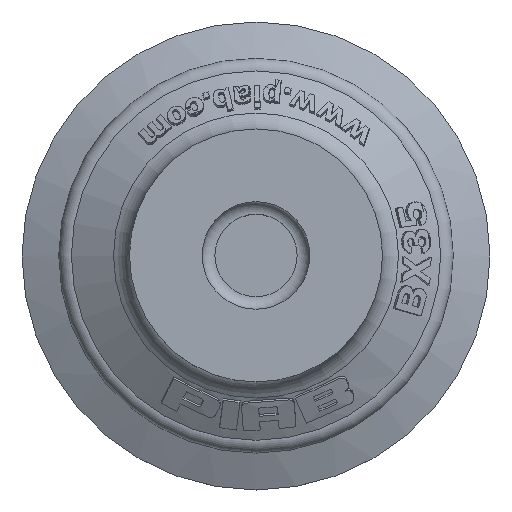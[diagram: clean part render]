
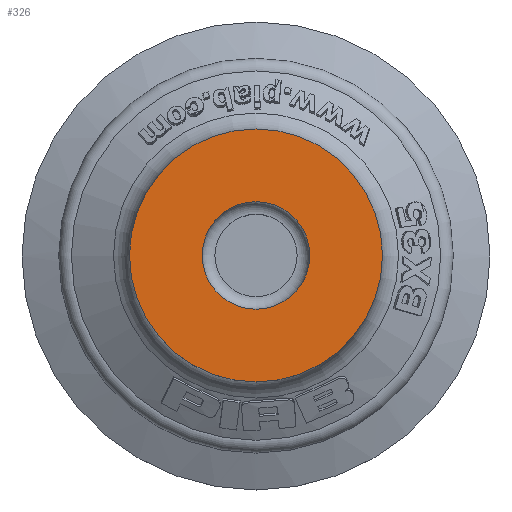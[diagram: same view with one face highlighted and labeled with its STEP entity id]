
A CAD part, top view. The second image highlights one B-rep face of the part: STEP entity #326.
In plain terms, the highlighted planar face has unit normal (0, 0, 1).
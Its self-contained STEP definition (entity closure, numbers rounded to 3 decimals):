
#326 = ADVANCED_FACE( '', ( #951, #952 ), #953, .F. );
#951 = FACE_OUTER_BOUND( '', #1767, .T. );
#952 = FACE_BOUND( '', #1768, .T. );
#953 = PLANE( '', #1769 );
#1767 = EDGE_LOOP( '', ( #4010 ) );
#1768 = EDGE_LOOP( '', ( #4011 ) );
#1769 = AXIS2_PLACEMENT_3D( '', #4012, #4013, #4014 );
#4010 = ORIENTED_EDGE( '', *, *, #5988, .F. );
#4011 = ORIENTED_EDGE( '', *, *, #5989, .T. );
#4012 = CARTESIAN_POINT( '', ( 0., -4.25, 21.1 ) );
#4013 = DIRECTION( '', ( 0., 0., -1. ) );
#4014 = DIRECTION( '', ( -1., 0., 0. ) );
#5988 = EDGE_CURVE( '', #7452, #7452, #7453, .T. );
#5989 = EDGE_CURVE( '', #7454, #7454, #7455, .T. );
#7452 = VERTEX_POINT( '', #11948 );
#7453 = CIRCLE( '', #11949, 10. );
#7454 = VERTEX_POINT( '', #11950 );
#7455 = CIRCLE( '', #11951, 4.25 );
#11948 = CARTESIAN_POINT( '', ( -10., 0., 21.1 ) );
#11949 = AXIS2_PLACEMENT_3D( '', #12590, #12591, #12592 );
#11950 = CARTESIAN_POINT( '', ( -4.25, 0., 21.1 ) );
#11951 = AXIS2_PLACEMENT_3D( '', #12593, #12594, #12595 );
#12590 = CARTESIAN_POINT( '', ( 0., 0., 21.1 ) );
#12591 = DIRECTION( '', ( 0., 0., -1. ) );
#12592 = DIRECTION( '', ( -1., 0., 0. ) );
#12593 = CARTESIAN_POINT( '', ( 0., 0., 21.1 ) );
#12594 = DIRECTION( '', ( 0., 0., -1. ) );
#12595 = DIRECTION( '', ( -1., 0., 0. ) );
